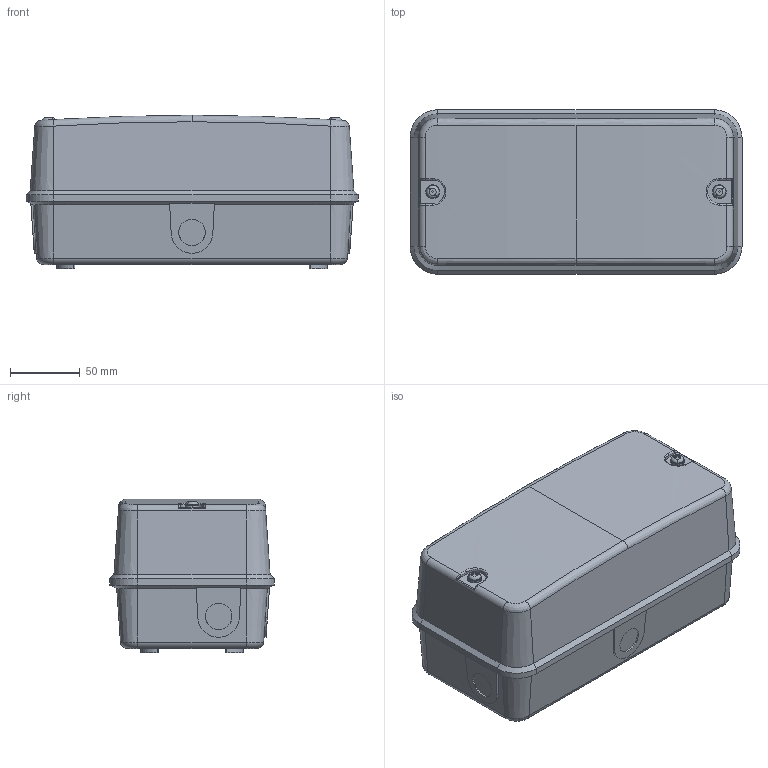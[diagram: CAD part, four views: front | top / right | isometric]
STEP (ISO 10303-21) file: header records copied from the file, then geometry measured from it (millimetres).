
FILE_DESCRIPTION (( 'STEP AP214' ), '1' );
FILE_NAME ('LNPP0-3006-1-060-K01 Ñâåòèëüíèê ÍÏÏ3006 ñåðûé 60Âò IP54 ÈÝÊ.STEP', '2017-06-23T07:52:19', ( '' ), ( '' ), 'SwSTEP 2.0', 'SolidWorks 2014', '' );
FILE_SCHEMA (( 'AUTOMOTIVE_DESIGN' ));
Length unit declared in the file: millimetre
Products named in the file (1): LNPP0-3006-1-060-K01 Ñâåòèëüíèê ÍÏÏ3006 ñåðûé 60Âò IP54 ÈÝÊ
Bounding box: 238 x 118 x 110 mm (x, y, z)
Volume: 2569185.6 mm3; surface area: 116219 mm2
Topology: 1 solids, 1 shells, 240 faces, 584 edges, 369 vertices
Faces by surface type: cylinder 105, plane 91, torus 16, cone 16, bspline 12
Entity records: 8117 total; most frequent: CARTESIAN_POINT 2382, DIRECTION 1248, ORIENTED_EDGE 1168, EDGE_CURVE 584, AXIS2_PLACEMENT_3D 491, VERTEX_POINT 369, LINE 266, VECTOR 266
